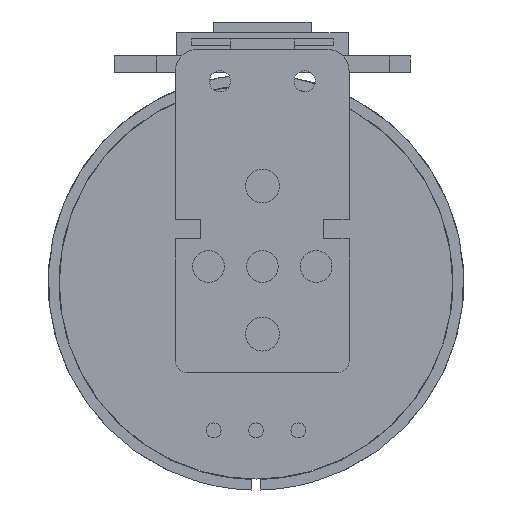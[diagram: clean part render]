
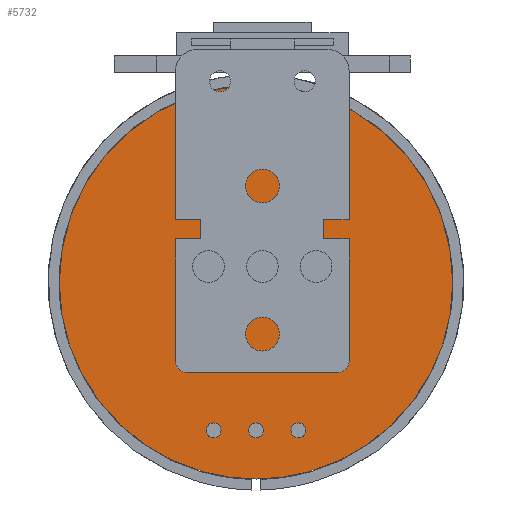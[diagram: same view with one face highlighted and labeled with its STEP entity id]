
A CAD part, front view. The second image highlights one B-rep face of the part: STEP entity #5732.
In plain terms, the highlighted planar face has unit normal (0, -1, 0).
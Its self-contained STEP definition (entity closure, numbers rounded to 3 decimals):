
#5423=CARTESIAN_POINT('',(0.,-36.5,0.));
#5424=DIRECTION('',(0.,1.,0.));
#5425=DIRECTION('',(0.269,0.,-0.963));
#5426=AXIS2_PLACEMENT_3D('',#5423,#5424,#5425);
#5431=CARTESIAN_POINT('',(0.,-36.5,0.));
#5432=DIRECTION('',(0.,1.,0.));
#5433=DIRECTION('',(-0.269,0.,-0.963));
#5434=AXIS2_PLACEMENT_3D('',#5431,#5432,#5433);
#5439=CARTESIAN_POINT('',(0.,-36.5,0.));
#5440=DIRECTION('',(0.,1.,0.));
#5441=DIRECTION('',(-1.,0.,0.));
#5442=AXIS2_PLACEMENT_3D('',#5439,#5440,#5441);
#5447=CARTESIAN_POINT('',(0.,-36.5,0.));
#5448=DIRECTION('',(0.,1.,0.));
#5449=DIRECTION('',(1.,0.,0.));
#5450=AXIS2_PLACEMENT_3D('',#5447,#5448,#5449);
#5455=CARTESIAN_POINT('',(0.,-36.5,-7.));
#5456=DIRECTION('',(0.,-1.,0.));
#5457=DIRECTION('',(1.,0.,0.));
#5458=AXIS2_PLACEMENT_3D('',#5455,#5456,#5457);
#5463=CARTESIAN_POINT('',(0.,-36.5,-7.));
#5464=DIRECTION('',(0.,-1.,0.));
#5465=DIRECTION('',(-1.,0.,0.));
#5466=AXIS2_PLACEMENT_3D('',#5463,#5464,#5465);
#5471=CARTESIAN_POINT('',(-2.,-36.5,-7.));
#5472=DIRECTION('',(0.,-1.,0.));
#5473=DIRECTION('',(1.,0.,0.));
#5474=AXIS2_PLACEMENT_3D('',#5471,#5472,#5473);
#5479=CARTESIAN_POINT('',(-2.,-36.5,-7.));
#5480=DIRECTION('',(0.,-1.,0.));
#5481=DIRECTION('',(-1.,0.,0.));
#5482=AXIS2_PLACEMENT_3D('',#5479,#5480,#5481);
#5487=CARTESIAN_POINT('',(2.,-36.5,-7.));
#5488=DIRECTION('',(0.,-1.,0.));
#5489=DIRECTION('',(1.,0.,0.));
#5490=AXIS2_PLACEMENT_3D('',#5487,#5488,#5489);
#5495=CARTESIAN_POINT('',(2.,-36.5,-7.));
#5496=DIRECTION('',(0.,-1.,0.));
#5497=DIRECTION('',(-1.,0.,0.));
#5498=AXIS2_PLACEMENT_3D('',#5495,#5496,#5497);
#5626=CARTESIAN_POINT('',(-2.5,-36.5,-8.958));
#5628=VERTEX_POINT('',#5626);
#5629=CARTESIAN_POINT('',(2.5,-36.5,-8.958));
#5630=VERTEX_POINT('',#5629);
#5633=CARTESIAN_POINT('',(9.3,-36.5,0.));
#5634=VERTEX_POINT('',#5633);
#5635=CARTESIAN_POINT('',(-9.3,-36.5,0.));
#5636=VERTEX_POINT('',#5635);
#5641=CARTESIAN_POINT('',(0.35,-36.5,-7.));
#5642=CARTESIAN_POINT('',(-0.35,-36.5,-7.));
#5643=VERTEX_POINT('',#5641);
#5644=VERTEX_POINT('',#5642);
#5645=CARTESIAN_POINT('',(-1.65,-36.5,-7.));
#5646=CARTESIAN_POINT('',(-2.35,-36.5,-7.));
#5647=VERTEX_POINT('',#5645);
#5648=VERTEX_POINT('',#5646);
#5649=CARTESIAN_POINT('',(2.35,-36.5,-7.));
#5650=CARTESIAN_POINT('',(1.65,-36.5,-7.));
#5651=VERTEX_POINT('',#5649);
#5652=VERTEX_POINT('',#5650);
#5703=CARTESIAN_POINT('',(0.,-36.5,0.));
#5704=DIRECTION('',(0.,1.,0.));
#5705=DIRECTION('',(1.,0.,0.));
#5706=AXIS2_PLACEMENT_3D('',#5703,#5704,#5705);
#5707=PLANE('',#5706);
#5708=ORIENTED_EDGE('',*,*,#5672,.T.);
#5709=ORIENTED_EDGE('',*,*,#5691,.T.);
#5710=ORIENTED_EDGE('',*,*,#5689,.T.);
#5711=ORIENTED_EDGE('',*,*,#5687,.T.);
#5712=EDGE_LOOP('',(#5708,#5709,#5710,#5711));
#5713=FACE_OUTER_BOUND('',#5712,.F.);
#5715=ORIENTED_EDGE('',*,*,#5714,.T.);
#5717=ORIENTED_EDGE('',*,*,#5716,.T.);
#5718=EDGE_LOOP('',(#5715,#5717));
#5719=FACE_BOUND('',#5718,.F.);
#5721=ORIENTED_EDGE('',*,*,#5720,.T.);
#5723=ORIENTED_EDGE('',*,*,#5722,.T.);
#5724=EDGE_LOOP('',(#5721,#5723));
#5725=FACE_BOUND('',#5724,.F.);
#5727=ORIENTED_EDGE('',*,*,#5726,.T.);
#5729=ORIENTED_EDGE('',*,*,#5728,.T.);
#5730=EDGE_LOOP('',(#5727,#5729));
#5731=FACE_BOUND('',#5730,.F.);
#5427=CIRCLE('',#5426,9.3);
#5435=CIRCLE('',#5434,9.3);
#5443=CIRCLE('',#5442,9.3);
#5451=CIRCLE('',#5450,9.3);
#5459=CIRCLE('',#5458,0.35);
#5467=CIRCLE('',#5466,0.35);
#5475=CIRCLE('',#5474,0.35);
#5483=CIRCLE('',#5482,0.35);
#5491=CIRCLE('',#5490,0.35);
#5499=CIRCLE('',#5498,0.35);
#5672=EDGE_CURVE('',#5630,#5628,#5427,.T.);
#5687=EDGE_CURVE('',#5634,#5630,#5451,.T.);
#5689=EDGE_CURVE('',#5636,#5634,#5443,.T.);
#5691=EDGE_CURVE('',#5628,#5636,#5435,.T.);
#5714=EDGE_CURVE('',#5643,#5644,#5459,.T.);
#5716=EDGE_CURVE('',#5644,#5643,#5467,.T.);
#5720=EDGE_CURVE('',#5647,#5648,#5475,.T.);
#5722=EDGE_CURVE('',#5648,#5647,#5483,.T.);
#5726=EDGE_CURVE('',#5651,#5652,#5491,.T.);
#5728=EDGE_CURVE('',#5652,#5651,#5499,.T.);
#5732=ADVANCED_FACE('',(#5713,#5719,#5725,#5731),#5707,.F.);
